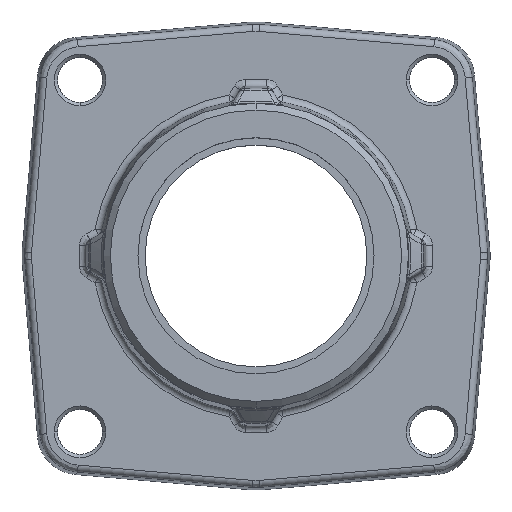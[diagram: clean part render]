
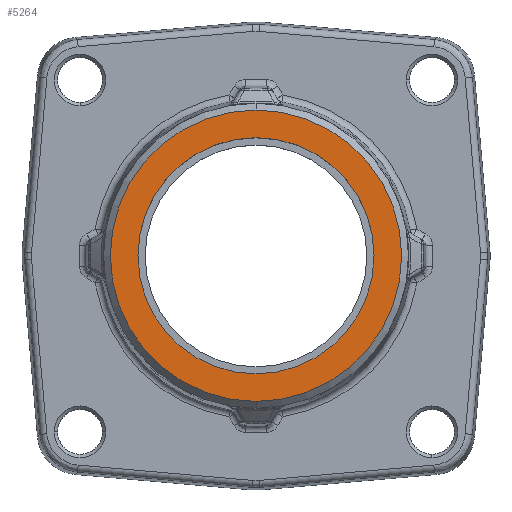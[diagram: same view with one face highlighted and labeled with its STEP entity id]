
A CAD part, top view. The second image highlights one B-rep face of the part: STEP entity #5264.
In plain terms, the highlighted planar face has unit normal (0, 0, 1).
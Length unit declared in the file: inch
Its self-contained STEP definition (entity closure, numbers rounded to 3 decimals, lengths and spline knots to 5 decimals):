
#1549=CARTESIAN_POINT('',(0.,0.,1.36));
#1550=DIRECTION('',(0.,0.,-1.));
#1551=DIRECTION('',(0.,1.,0.));
#1552=AXIS2_PLACEMENT_3D('',#1549,#1550,#1551);
#1554=CARTESIAN_POINT('',(0.,0.,1.36));
#1555=DIRECTION('',(0.,0.,-1.));
#1556=DIRECTION('',(0.,-1.,0.));
#1557=AXIS2_PLACEMENT_3D('',#1554,#1555,#1556);
#1559=CARTESIAN_POINT('',(0.,0.,1.36));
#1560=DIRECTION('',(0.,0.,-1.));
#1561=DIRECTION('',(0.,1.,0.));
#1562=AXIS2_PLACEMENT_3D('',#1559,#1560,#1561);
#1564=CARTESIAN_POINT('',(0.,0.,1.36));
#1565=DIRECTION('',(0.,0.,-1.));
#1566=DIRECTION('',(0.,-1.,0.));
#1567=AXIS2_PLACEMENT_3D('',#1564,#1565,#1566);
#2407=CARTESIAN_POINT('',(0.,1.31704,1.36));
#2408=CARTESIAN_POINT('',(0.,-1.31704,1.36));
#2409=VERTEX_POINT('',#2407);
#2410=VERTEX_POINT('',#2408);
#2415=CARTESIAN_POINT('',(0.,1.0675,1.36));
#2416=CARTESIAN_POINT('',(0.,-1.0675,1.36));
#2417=VERTEX_POINT('',#2415);
#2418=VERTEX_POINT('',#2416);
#5249=CARTESIAN_POINT('',(0.,0.,1.36));
#5250=DIRECTION('',(0.,0.,-1.));
#5251=DIRECTION('',(0.,-1.,0.));
#5252=AXIS2_PLACEMENT_3D('',#5249,#5250,#5251);
#5253=PLANE('',#5252);
#5254=ORIENTED_EDGE('',*,*,#2734,.T.);
#5255=ORIENTED_EDGE('',*,*,#2719,.T.);
#5256=EDGE_LOOP('',(#5254,#5255));
#5257=FACE_OUTER_BOUND('',#5256,.F.);
#5259=ORIENTED_EDGE('',*,*,#5258,.F.);
#5261=ORIENTED_EDGE('',*,*,#5260,.F.);
#5262=EDGE_LOOP('',(#5259,#5261));
#5263=FACE_BOUND('',#5262,.F.);
#5264=ADVANCED_FACE('',(#5257,#5263),#5253,.F.);
#1553=CIRCLE('',#1552,1.31704);
#1558=CIRCLE('',#1557,1.31704);
#1563=CIRCLE('',#1562,1.0675);
#1568=CIRCLE('',#1567,1.0675);
#2719=EDGE_CURVE('',#2410,#2409,#1558,.T.);
#2734=EDGE_CURVE('',#2409,#2410,#1553,.T.);
#5258=EDGE_CURVE('',#2417,#2418,#1563,.T.);
#5260=EDGE_CURVE('',#2418,#2417,#1568,.T.);
